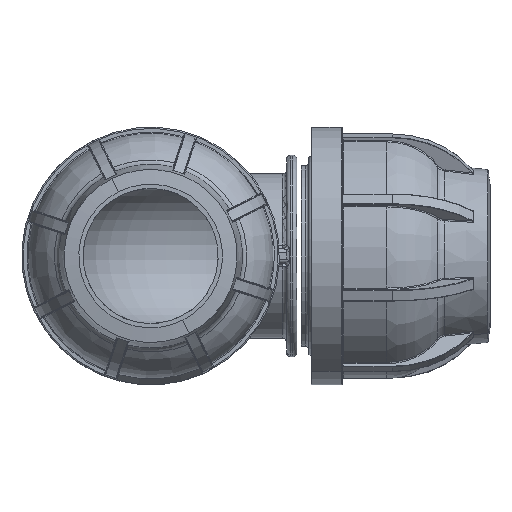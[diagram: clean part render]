
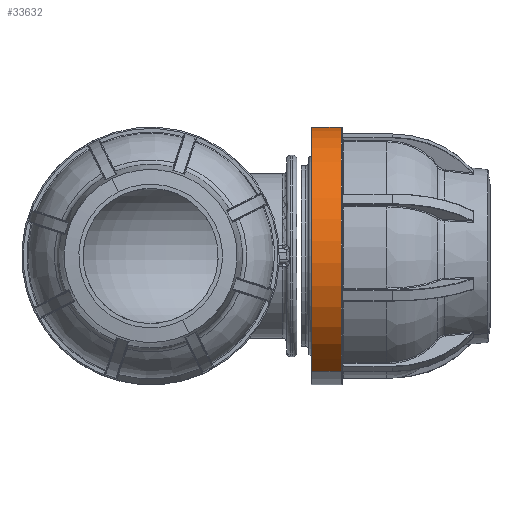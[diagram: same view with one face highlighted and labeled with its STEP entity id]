
A CAD part, front view. The second image highlights one B-rep face of the part: STEP entity #33632.
In plain terms, the highlighted cylindrical face has radius 31 mm (diameter 62 mm), a partial arc.
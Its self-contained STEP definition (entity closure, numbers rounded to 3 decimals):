
#1099 = CARTESIAN_POINT ( 'NONE',  ( -0.4, 0., -0.195 ) ) ;
#1100 = DIRECTION ( 'NONE',  ( 1., 0., 0. ) ) ;
#1101 = DIRECTION ( 'NONE',  ( 0., -0.449, -0.893 ) ) ;
#14749 = CARTESIAN_POINT ( 'NONE',  ( 6.7, -13.933, -27.887 ) ) ;
#14774 = CARTESIAN_POINT ( 'NONE',  ( 6.7, 13.933, 27.497 ) ) ;
#14782 = CARTESIAN_POINT ( 'NONE',  ( -0.4, -13.933, -27.887 ) ) ;
#14819 = CARTESIAN_POINT ( 'NONE',  ( -0.4, 13.933, 27.497 ) ) ;
#16314 = AXIS2_PLACEMENT_3D ( 'NONE', #20396, #20397, #20398 ) ;
#18848 = FACE_OUTER_BOUND ( 'NONE', #22201, .T. ) ;
#18849 = CYLINDRICAL_SURFACE ( 'NONE', #16314, 31. ) ;
#20396 = CARTESIAN_POINT ( 'NONE',  ( 42.5, 0., -0.195 ) ) ;
#20397 = DIRECTION ( 'NONE',  ( 1., 0., 0. ) ) ;
#20398 = DIRECTION ( 'NONE',  ( 0., -0.449, -0.893 ) ) ;
#22201 = EDGE_LOOP ( 'NONE', ( #27958, #27959, #27957, #27961 ) ) ;
#24246 = EDGE_CURVE ( 'NONE', #32423, #32378, #34974, .T. ) ;
#24252 = EDGE_CURVE ( 'NONE', #32386, #32353, #34977, .T. ) ;
#24262 = EDGE_CURVE ( 'NONE', #32353, #32378, #43135, .T. ) ;
#24972 = EDGE_CURVE ( 'NONE', #32423, #32386, #43500, .T. ) ;
#27957 = ORIENTED_EDGE ( 'NONE', *, *, #24252, .T. ) ;
#27958 = ORIENTED_EDGE ( 'NONE', *, *, #24246, .F. ) ;
#27959 = ORIENTED_EDGE ( 'NONE', *, *, #24972, .T. ) ;
#27961 = ORIENTED_EDGE ( 'NONE', *, *, #24262, .T. ) ;
#32353 = VERTEX_POINT ( 'NONE', #14749 ) ;
#32378 = VERTEX_POINT ( 'NONE', #14774 ) ;
#32386 = VERTEX_POINT ( 'NONE', #14782 ) ;
#32423 = VERTEX_POINT ( 'NONE', #14819 ) ;
#33632 = ADVANCED_FACE ( 'NONE', ( #18848 ), #18849, .T. ) ;
#34974 = LINE ( 'NONE', #44651, #43109 ) ;
#34977 = LINE ( 'NONE', #44666, #43118 ) ;
#43109 = VECTOR ( 'NONE', #44652, 1000. ) ;
#43118 = VECTOR ( 'NONE', #44667, 1000. ) ;
#43135 = CIRCLE ( 'NONE', #43136, 31. ) ;
#43136 = AXIS2_PLACEMENT_3D ( 'NONE', #44693, #44694, #44695 ) ;
#43500 = CIRCLE ( 'NONE', #43508, 31. ) ;
#43508 = AXIS2_PLACEMENT_3D ( 'NONE', #1099, #1100, #1101 ) ;
#44651 = CARTESIAN_POINT ( 'NONE',  ( 42.5, 13.933, 27.497 ) ) ;
#44652 = DIRECTION ( 'NONE',  ( 1., 0., 0. ) ) ;
#44666 = CARTESIAN_POINT ( 'NONE',  ( 42.5, -13.933, -27.887 ) ) ;
#44667 = DIRECTION ( 'NONE',  ( 1., 0., 0. ) ) ;
#44693 = CARTESIAN_POINT ( 'NONE',  ( 6.7, 0., -0.195 ) ) ;
#44694 = DIRECTION ( 'NONE',  ( -1., 0., 0. ) ) ;
#44695 = DIRECTION ( 'NONE',  ( 0., 0.449, 0.893 ) ) ;
